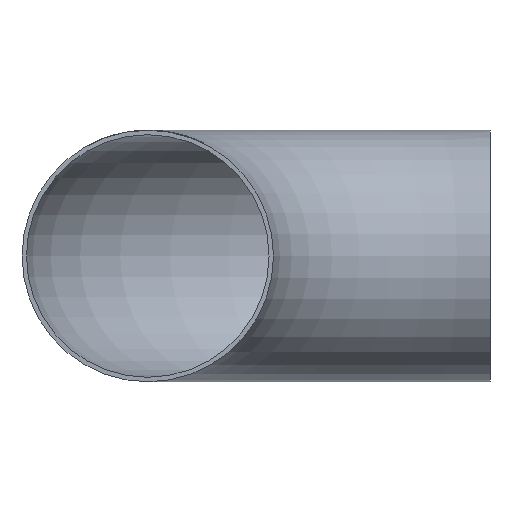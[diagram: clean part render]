
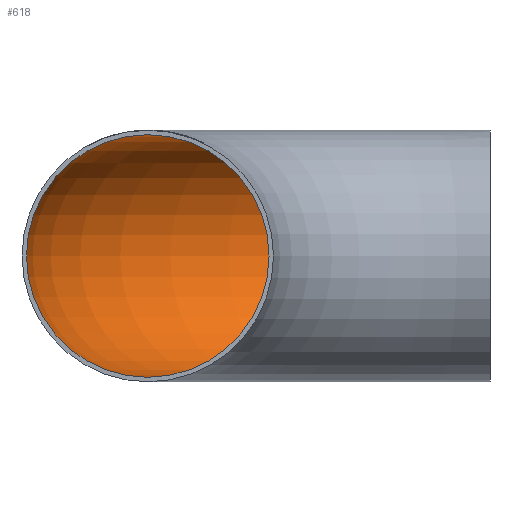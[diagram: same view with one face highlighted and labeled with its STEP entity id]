
A CAD part, front view. The second image highlights one B-rep face of the part: STEP entity #618.
In plain terms, the highlighted toroidal (fillet/blend) face has major radius 229 mm and minor radius 81.15 mm.
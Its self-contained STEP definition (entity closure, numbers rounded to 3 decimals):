
#254 = AXIS2_PLACEMENT_3D ( 'NONE', #1537, #4132, #7615 ) ;
#618 = ADVANCED_FACE ( 'NONE', ( #4690, #4242 ), #4033, .F. ) ;
#645 = EDGE_LOOP ( 'NONE', ( #4286 ) ) ;
#1280 = DIRECTION ( 'NONE',  ( 0., 1., 0. ) ) ;
#1502 = DIRECTION ( 'NONE',  ( -1., 0., 0. ) ) ;
#1537 = CARTESIAN_POINT ( 'NONE',  ( -229., 0., 0. ) ) ;
#1904 = CIRCLE ( 'NONE', #3125, 81.15 ) ;
#2081 = ORIENTED_EDGE ( 'NONE', *, *, #5310, .F. ) ;
#2668 = DIRECTION ( 'NONE',  ( 1., 0., 0. ) ) ;
#3125 = AXIS2_PLACEMENT_3D ( 'NONE', #4767, #2668, #1280 ) ;
#3550 = AXIS2_PLACEMENT_3D ( 'NONE', #4179, #6910, #1502 ) ;
#4033 = TOROIDAL_SURFACE ( 'NONE', #3550, 229., 81.15 ) ;
#4132 = DIRECTION ( 'NONE',  ( 0., 1., 0. ) ) ;
#4178 = VERTEX_POINT ( 'NONE', #5919 ) ;
#4179 = CARTESIAN_POINT ( 'NONE',  ( 0., 0., 0. ) ) ;
#4242 = FACE_OUTER_BOUND ( 'NONE', #7015, .T. ) ;
#4286 = ORIENTED_EDGE ( 'NONE', *, *, #7686, .T. ) ;
#4406 = VERTEX_POINT ( 'NONE', #8570 ) ;
#4690 = FACE_OUTER_BOUND ( 'NONE', #645, .T. ) ;
#4767 = CARTESIAN_POINT ( 'NONE',  ( 0., 229., 0. ) ) ;
#5310 = EDGE_CURVE ( 'NONE', #4178, #4178, #7860, .T. ) ;
#5919 = CARTESIAN_POINT ( 'NONE',  ( -229., 0., 81.15 ) ) ;
#6910 = DIRECTION ( 'NONE',  ( 0., 0., -1. ) ) ;
#7015 = EDGE_LOOP ( 'NONE', ( #2081 ) ) ;
#7615 = DIRECTION ( 'NONE',  ( 0., 0., 1. ) ) ;
#7686 = EDGE_CURVE ( 'NONE', #4406, #4406, #1904, .T. ) ;
#7860 = CIRCLE ( 'NONE', #254, 81.15 ) ;
#8570 = CARTESIAN_POINT ( 'NONE',  ( 0., 310.15, 0. ) ) ;
